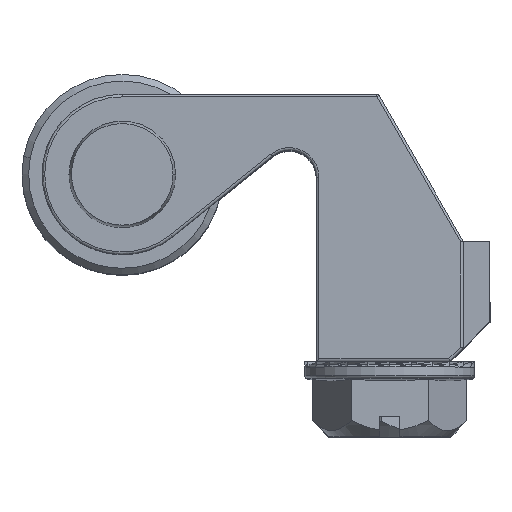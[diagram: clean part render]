
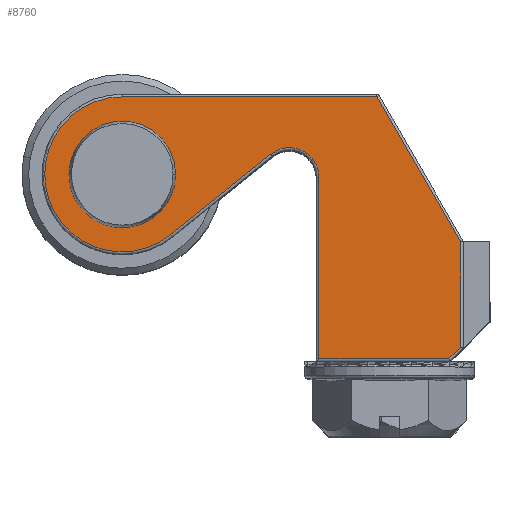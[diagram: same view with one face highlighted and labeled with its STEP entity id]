
A CAD part, top view. The second image highlights one B-rep face of the part: STEP entity #8760.
In plain terms, the highlighted planar face has unit normal (0, 0, 1).
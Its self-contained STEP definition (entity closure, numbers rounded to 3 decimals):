
#195 = ORIENTED_EDGE ( 'NONE', *, *, #7553, .T. ) ;
#240 = DIRECTION ( 'NONE',  ( -0.5, 0.866, 0. ) ) ;
#299 = VERTEX_POINT ( 'NONE', #3893 ) ;
#321 = VERTEX_POINT ( 'NONE', #1696 ) ;
#438 = VERTEX_POINT ( 'NONE', #3403 ) ;
#536 = VERTEX_POINT ( 'NONE', #6358 ) ;
#581 = EDGE_LOOP ( 'NONE', ( #2967, #1548 ) ) ;
#789 = VECTOR ( 'NONE', #240, 1000. ) ;
#989 = CARTESIAN_POINT ( 'NONE',  ( -14.5, 17., 25. ) ) ;
#1073 = DIRECTION ( 'NONE',  ( 1., 0., 0. ) ) ;
#1137 = DIRECTION ( 'NONE',  ( 1., 0., 0. ) ) ;
#1209 = LINE ( 'NONE', #3233, #2472 ) ;
#1548 = ORIENTED_EDGE ( 'NONE', *, *, #6619, .T. ) ;
#1667 = CARTESIAN_POINT ( 'NONE',  ( -2., 16.8, 25. ) ) ;
#1696 = CARTESIAN_POINT ( 'NONE',  ( 4.534, 22.8, 25. ) ) ;
#1791 = CIRCLE ( 'NONE', #6947, 3.25 ) ;
#1938 = VERTEX_POINT ( 'NONE', #2570 ) ;
#1959 = DIRECTION ( 'NONE',  ( 0., -1., 0. ) ) ;
#1982 = ORIENTED_EDGE ( 'NONE', *, *, #7551, .T. ) ;
#1990 = DIRECTION ( 'NONE',  ( 0., 0., 1. ) ) ;
#2087 = LINE ( 'NONE', #8059, #3081 ) ;
#2300 = DIRECTION ( 'NONE',  ( -1., 0., 0. ) ) ;
#2348 = CARTESIAN_POINT ( 'NONE',  ( 10.8, 12., 25. ) ) ;
#2360 = VERTEX_POINT ( 'NONE', #4150 ) ;
#2448 = EDGE_LOOP ( 'NONE', ( #4199, #3148, #195, #1982, #8349, #3958, #3733, #8468, #5950 ) ) ;
#2472 = VECTOR ( 'NONE', #1073, 1000. ) ;
#2570 = CARTESIAN_POINT ( 'NONE',  ( 0.2, 3.2, 25. ) ) ;
#2642 = VECTOR ( 'NONE', #6580, 1000. ) ;
#2660 = FACE_BOUND ( 'NONE', #581, .T. ) ;
#2967 = ORIENTED_EDGE ( 'NONE', *, *, #7397, .T. ) ;
#3081 = VECTOR ( 'NONE', #4631, 1000. ) ;
#3148 = ORIENTED_EDGE ( 'NONE', *, *, #5269, .T. ) ;
#3161 = LINE ( 'NONE', #2348, #2642 ) ;
#3171 = VERTEX_POINT ( 'NONE', #7475 ) ;
#3233 = CARTESIAN_POINT ( 'NONE',  ( 10., 3.2, 25. ) ) ;
#3403 = CARTESIAN_POINT ( 'NONE',  ( -17.75, 17., 25. ) ) ;
#3550 = CARTESIAN_POINT ( 'NONE',  ( -10.86, 12.484, 25. ) ) ;
#3608 = CIRCLE ( 'NONE', #5046, 5.8 ) ;
#3645 = LINE ( 'NONE', #4362, #5206 ) ;
#3733 = ORIENTED_EDGE ( 'NONE', *, *, #4757, .T. ) ;
#3846 = LINE ( 'NONE', #7270, #789 ) ;
#3881 = CARTESIAN_POINT ( 'NONE',  ( -14.5, 17., 25. ) ) ;
#3893 = CARTESIAN_POINT ( 'NONE',  ( 10.8, 4.083, 25. ) ) ;
#3958 = ORIENTED_EDGE ( 'NONE', *, *, #5470, .T. ) ;
#4047 = CARTESIAN_POINT ( 'NONE',  ( -2., 16.8, 25. ) ) ;
#4130 = CARTESIAN_POINT ( 'NONE',  ( 0.2, 16.8, 25. ) ) ;
#4150 = CARTESIAN_POINT ( 'NONE',  ( -3.381, 18.513, 25. ) ) ;
#4199 = ORIENTED_EDGE ( 'NONE', *, *, #4463, .T. ) ;
#4362 = CARTESIAN_POINT ( 'NONE',  ( -14.5, 22.8, 25. ) ) ;
#4463 = EDGE_CURVE ( 'NONE', #4955, #1938, #5373, .T. ) ;
#4589 = DIRECTION ( 'NONE',  ( 0., 0., -1. ) ) ;
#4631 = DIRECTION ( 'NONE',  ( 0.779, 0.628, 0. ) ) ;
#4757 = EDGE_CURVE ( 'NONE', #6773, #5109, #3608, .T. ) ;
#4955 = VERTEX_POINT ( 'NONE', #4130 ) ;
#5041 = DIRECTION ( 'NONE',  ( 0.707, 0.707, 0. ) ) ;
#5046 = AXIS2_PLACEMENT_3D ( 'NONE', #7704, #7024, #5134 ) ;
#5109 = VERTEX_POINT ( 'NONE', #3550 ) ;
#5134 = DIRECTION ( 'NONE',  ( 1., 0., 0. ) ) ;
#5206 = VECTOR ( 'NONE', #2300, 1000. ) ;
#5269 = EDGE_CURVE ( 'NONE', #1938, #536, #1209, .T. ) ;
#5270 = DIRECTION ( 'NONE',  ( 1., 0., 0. ) ) ;
#5283 = DIRECTION ( 'NONE',  ( 1., 0., 0. ) ) ;
#5327 = CARTESIAN_POINT ( 'NONE',  ( 0.2, 3., 25. ) ) ;
#5373 = LINE ( 'NONE', #5327, #8098 ) ;
#5379 = AXIS2_PLACEMENT_3D ( 'NONE', #1667, #4589, #7198 ) ;
#5409 = PLANE ( 'NONE',  #7110 ) ;
#5445 = FACE_OUTER_BOUND ( 'NONE', #2448, .T. ) ;
#5470 = EDGE_CURVE ( 'NONE', #321, #6773, #3645, .T. ) ;
#5524 = VERTEX_POINT ( 'NONE', #6828 ) ;
#5950 = ORIENTED_EDGE ( 'NONE', *, *, #7250, .T. ) ;
#6223 = EDGE_CURVE ( 'NONE', #3171, #321, #3846, .T. ) ;
#6358 = CARTESIAN_POINT ( 'NONE',  ( 9.917, 3.2, 25. ) ) ;
#6580 = DIRECTION ( 'NONE',  ( 0., 1., 0. ) ) ;
#6619 = EDGE_CURVE ( 'NONE', #438, #5524, #6980, .T. ) ;
#6665 = CIRCLE ( 'NONE', #5379, 2.2 ) ;
#6773 = VERTEX_POINT ( 'NONE', #8110 ) ;
#6828 = CARTESIAN_POINT ( 'NONE',  ( -11.25, 17., 25. ) ) ;
#6838 = AXIS2_PLACEMENT_3D ( 'NONE', #989, #8022, #5270 ) ;
#6947 = AXIS2_PLACEMENT_3D ( 'NONE', #3881, #8705, #5283 ) ;
#6980 = CIRCLE ( 'NONE', #6838, 3.25 ) ;
#7024 = DIRECTION ( 'NONE',  ( 0., 0., 1. ) ) ;
#7069 = LINE ( 'NONE', #7889, #7674 ) ;
#7110 = AXIS2_PLACEMENT_3D ( 'NONE', #4047, #1990, #1137 ) ;
#7198 = DIRECTION ( 'NONE',  ( 1., 0., 0. ) ) ;
#7250 = EDGE_CURVE ( 'NONE', #2360, #4955, #6665, .T. ) ;
#7270 = CARTESIAN_POINT ( 'NONE',  ( 4.476, 22.9, 25. ) ) ;
#7397 = EDGE_CURVE ( 'NONE', #5524, #438, #1791, .T. ) ;
#7475 = CARTESIAN_POINT ( 'NONE',  ( 10.8, 11.946, 25. ) ) ;
#7551 = EDGE_CURVE ( 'NONE', #299, #3171, #3161, .T. ) ;
#7553 = EDGE_CURVE ( 'NONE', #536, #299, #7069, .T. ) ;
#7674 = VECTOR ( 'NONE', #5041, 1000. ) ;
#7704 = CARTESIAN_POINT ( 'NONE',  ( -14.5, 17., 25. ) ) ;
#7889 = CARTESIAN_POINT ( 'NONE',  ( 10.859, 4.141, 25. ) ) ;
#8022 = DIRECTION ( 'NONE',  ( 0., 0., -1. ) ) ;
#8059 = CARTESIAN_POINT ( 'NONE',  ( -3.381, 18.513, 25. ) ) ;
#8098 = VECTOR ( 'NONE', #1959, 1000. ) ;
#8110 = CARTESIAN_POINT ( 'NONE',  ( -14.5, 22.8, 25. ) ) ;
#8161 = EDGE_CURVE ( 'NONE', #5109, #2360, #2087, .T. ) ;
#8349 = ORIENTED_EDGE ( 'NONE', *, *, #6223, .T. ) ;
#8468 = ORIENTED_EDGE ( 'NONE', *, *, #8161, .T. ) ;
#8705 = DIRECTION ( 'NONE',  ( 0., 0., -1. ) ) ;
#8760 = ADVANCED_FACE ( 'NONE', ( #2660, #5445 ), #5409, .T. ) ;
